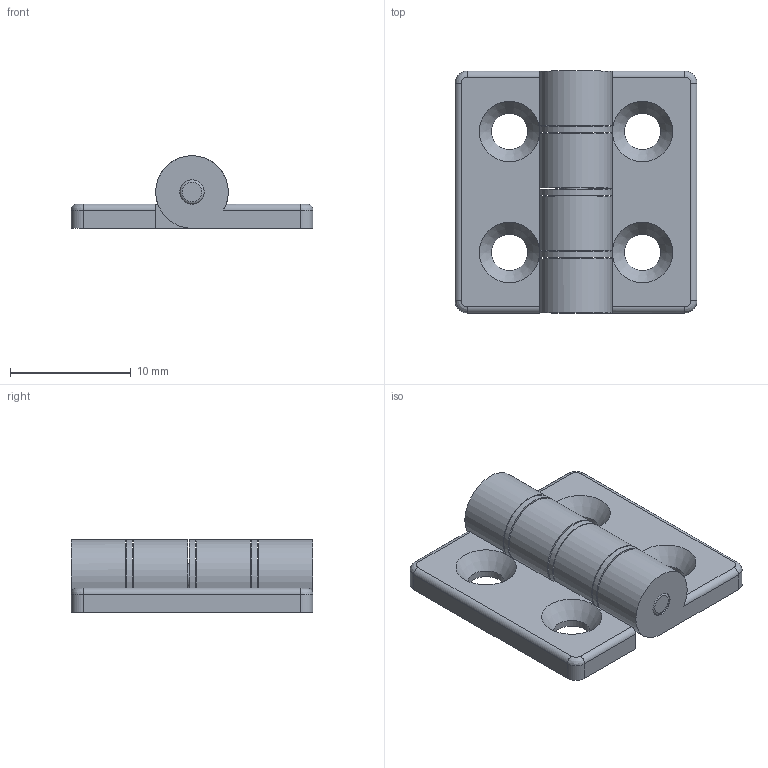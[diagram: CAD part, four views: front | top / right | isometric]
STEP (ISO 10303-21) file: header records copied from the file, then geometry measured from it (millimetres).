
FILE_DESCRIPTION(/* description */ (''),/* implementation_level */ '2;1');
FILE_NAME(/* name */ 'DR_HC2020.stp',/* time_stamp */ '2024-09-06T17:40:47+09:00',/* author */ ('user'),/* organization */ (''),/* preprocessor_version */ 'ST-DEVELOPER v15.6',/* originating_system */ 'Autodesk Inventor 2015',/* authorisation */ '');
FILE_SCHEMA (('AUTOMOTIVE_DESIGN { 1 0 10303 214 3 1 1 }'));
Length unit declared in the file: millimetre
Products named in the file (3): DR_HC2020; DR_HC2020-2
Bounding box: 20 x 20 x 6 mm (x, y, z)
Volume: 1051.9 mm3; surface area: 1701.2 mm2
Topology: 6 solids, 6 shells, 67 faces, 159 edges, 100 vertices
Faces by surface type: cylinder 29, plane 28, bspline 4, cone 4, torus 2
Full cylindrical faces by diameter (mm): 2 x8, 3 x4, 6 x3
Entity records: 1944 total; most frequent: CARTESIAN_POINT 352, DIRECTION 334, ORIENTED_EDGE 268, EDGE_CURVE 134, AXIS2_PLACEMENT_3D 134, EDGE_LOOP 106, VERTEX_POINT 96, FACE_OUTER_BOUND 67
